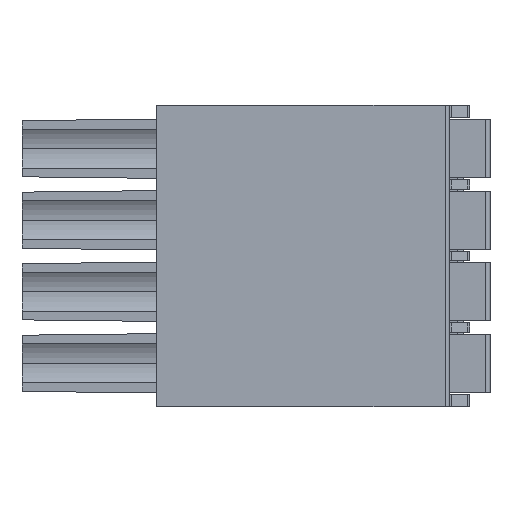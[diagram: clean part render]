
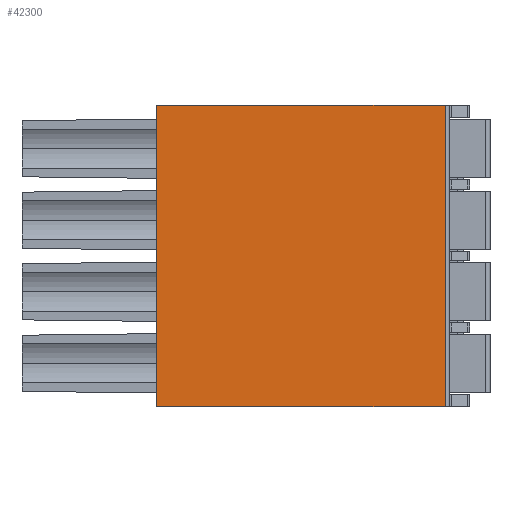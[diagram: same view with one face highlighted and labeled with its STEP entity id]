
A CAD part, front view. The second image highlights one B-rep face of the part: STEP entity #42300.
In plain terms, the highlighted planar face has unit normal (0, -1, 0).
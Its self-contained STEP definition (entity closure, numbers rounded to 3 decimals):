
#31350=CARTESIAN_POINT('',(33.872,31.637,
-23.25));
#31360=VERTEX_POINT('',#31350);
#31390=CARTESIAN_POINT('',(33.872,31.637,
-6.633));
#31400=DIRECTION('',(0.,0.,-1.));
#31410=VECTOR('',#31400,1.);
#31420=LINE('',#31390,#31410);
#31430=CARTESIAN_POINT('',(33.872,31.637,
-8.5));
#31440=VERTEX_POINT('',#31430);
#31450=EDGE_CURVE('',#31440,#31360,#31420,.T.);
#42000=CARTESIAN_POINT('',(33.872,31.637,
-6.633));
#42010=DIRECTION('',(0.,1.,-0.));
#42020=DIRECTION('',(-1.,0.,0.));
#42030=AXIS2_PLACEMENT_3D('',#42000,#42010,#42020);
#42040=PLANE('',#42030);
#42050=CARTESIAN_POINT('',(0.,31.637,-23.25));
#42060=DIRECTION('',(-1.,0.,0.));
#42070=VECTOR('',#42060,1.);
#42080=LINE('',#42050,#42070);
#42090=CARTESIAN_POINT('',(19.772,31.637,
-23.25));
#42100=VERTEX_POINT('',#42090);
#42110=EDGE_CURVE('',#31360,#42100,#42080,.T.);
#42120=ORIENTED_EDGE('',*,*,#42110,.F.);
#42130=CARTESIAN_POINT('',(19.772,31.637,-7.));
#42140=DIRECTION('',(0.,0.,1.));
#42150=VECTOR('',#42140,1.);
#42160=LINE('',#42130,#42150);
#42170=CARTESIAN_POINT('',(19.772,31.637,
-8.5));
#42180=VERTEX_POINT('',#42170);
#42190=EDGE_CURVE('',#42100,#42180,#42160,.T.);
#42200=ORIENTED_EDGE('',*,*,#42190,.F.);
#42210=CARTESIAN_POINT('',(0.,31.637,-8.5));
#42220=DIRECTION('',(-1.,0.,0.));
#42230=VECTOR('',#42220,1.);
#42240=LINE('',#42210,#42230);
#42250=EDGE_CURVE('',#31440,#42180,#42240,.T.);
#42260=ORIENTED_EDGE('',*,*,#42250,.T.);
#42270=ORIENTED_EDGE('',*,*,#31450,.F.);
#42280=EDGE_LOOP('',(#42270,#42260,#42200,#42120));
#42290=FACE_OUTER_BOUND('',#42280,.T.);
#42300=ADVANCED_FACE('',(#42290),#42040,.F.);
